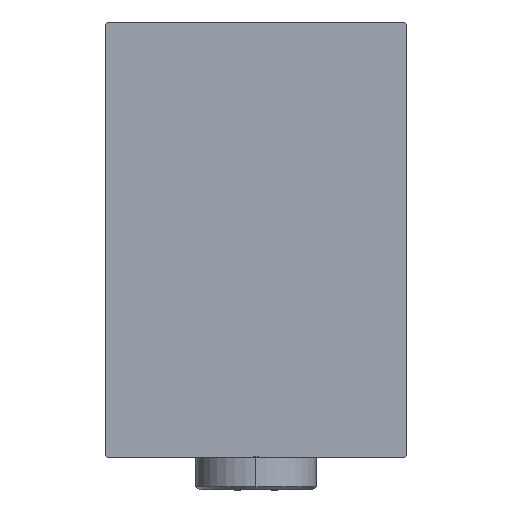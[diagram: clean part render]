
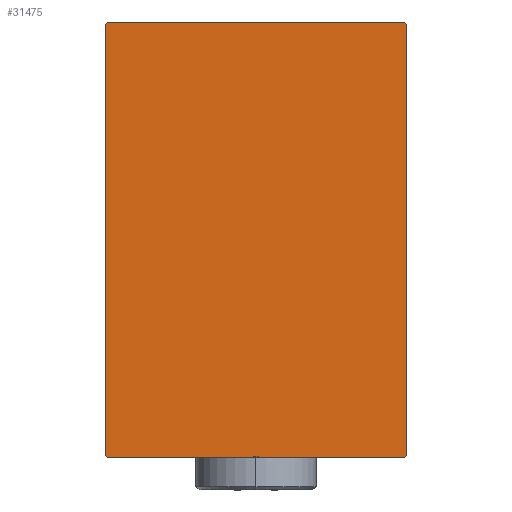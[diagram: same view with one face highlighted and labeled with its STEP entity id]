
A CAD part, left-side view. The second image highlights one B-rep face of the part: STEP entity #31475.
In plain terms, the highlighted face is planar.
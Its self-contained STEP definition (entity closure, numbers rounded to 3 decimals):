
#71 = LINE ( 'NONE', #43977, #10834 ) ;
#2283 = ORIENTED_EDGE ( 'NONE', *, *, #3265, .T. ) ;
#3265 = EDGE_CURVE ( 'NONE', #42973, #10411, #13238, .T. ) ;
#3755 = EDGE_LOOP ( 'NONE', ( #22824, #33392, #43395, #22003, #40062, #44075, #23916, #2283 ) ) ;
#4381 = CARTESIAN_POINT ( 'NONE',  ( 70., 22.5, -32.2 ) ) ;
#5763 = VERTEX_POINT ( 'NONE', #12188 ) ;
#6783 = VERTEX_POINT ( 'NONE', #17626 ) ;
#7713 = VERTEX_POINT ( 'NONE', #34205 ) ;
#7747 = CARTESIAN_POINT ( 'NONE',  ( 70., -22.5, 32.5 ) ) ;
#7891 = DIRECTION ( 'NONE',  ( 0., 0.707, 0.707 ) ) ;
#7894 = CARTESIAN_POINT ( 'NONE',  ( 70., 22.5, -32.5 ) ) ;
#8325 = LINE ( 'NONE', #37293, #33782 ) ;
#9273 = AXIS2_PLACEMENT_3D ( 'NONE', #11296, #36934, #11527 ) ;
#10018 = CARTESIAN_POINT ( 'NONE',  ( 70., -27.35, 27.35 ) ) ;
#10409 = EDGE_CURVE ( 'NONE', #26215, #6783, #8325, .T. ) ;
#10411 = VERTEX_POINT ( 'NONE', #33505 ) ;
#10834 = VECTOR ( 'NONE', #7891, 1000. ) ;
#11296 = CARTESIAN_POINT ( 'NONE',  ( 70., 0., 0. ) ) ;
#11472 = CARTESIAN_POINT ( 'NONE',  ( 70., -22.5, 32.2 ) ) ;
#11527 = DIRECTION ( 'NONE',  ( 0., 0., -1. ) ) ;
#12188 = CARTESIAN_POINT ( 'NONE',  ( 70., 22.5, 32.2 ) ) ;
#12592 = VERTEX_POINT ( 'NONE', #11472 ) ;
#13238 = LINE ( 'NONE', #37455, #39018 ) ;
#15322 = VECTOR ( 'NONE', #40200, 1000. ) ;
#15848 = VECTOR ( 'NONE', #18209, 1000. ) ;
#16489 = CARTESIAN_POINT ( 'NONE',  ( 70., -22.5, -32.5 ) ) ;
#16624 = VERTEX_POINT ( 'NONE', #4381 ) ;
#16836 = DIRECTION ( 'NONE',  ( 0., -0.707, 0.707 ) ) ;
#17626 = CARTESIAN_POINT ( 'NONE',  ( 70., -22.2, 32.5 ) ) ;
#18209 = DIRECTION ( 'NONE',  ( 0., 0., -1. ) ) ;
#18674 = LINE ( 'NONE', #7747, #15848 ) ;
#19743 = EDGE_CURVE ( 'NONE', #12592, #42973, #18674, .T. ) ;
#20148 = CARTESIAN_POINT ( 'NONE',  ( 70., 27.35, 27.35 ) ) ;
#21906 = LINE ( 'NONE', #7894, #15322 ) ;
#22003 = ORIENTED_EDGE ( 'NONE', *, *, #36822, .T. ) ;
#22774 = VECTOR ( 'NONE', #36125, 1000. ) ;
#22824 = ORIENTED_EDGE ( 'NONE', *, *, #38455, .T. ) ;
#23660 = DIRECTION ( 'NONE',  ( 0., 0.707, -0.707 ) ) ;
#23916 = ORIENTED_EDGE ( 'NONE', *, *, #19743, .T. ) ;
#26215 = VERTEX_POINT ( 'NONE', #45032 ) ;
#27088 = CARTESIAN_POINT ( 'NONE',  ( 70., -22.5, -32.2 ) ) ;
#27485 = EDGE_CURVE ( 'NONE', #6783, #12592, #35190, .T. ) ;
#27751 = LINE ( 'NONE', #20148, #44170 ) ;
#29571 = PLANE ( 'NONE',  #9273 ) ;
#30970 = DIRECTION ( 'NONE',  ( 0., 1., 0. ) ) ;
#31475 = ADVANCED_FACE ( 'NONE', ( #36704 ), #29571, .T. ) ;
#33392 = ORIENTED_EDGE ( 'NONE', *, *, #37240, .T. ) ;
#33505 = CARTESIAN_POINT ( 'NONE',  ( 70., -22.2, -32.5 ) ) ;
#33782 = VECTOR ( 'NONE', #43717, 1000. ) ;
#34205 = CARTESIAN_POINT ( 'NONE',  ( 70., 22.2, -32.5 ) ) ;
#34529 = LINE ( 'NONE', #16489, #36435 ) ;
#35190 = LINE ( 'NONE', #10018, #22774 ) ;
#36125 = DIRECTION ( 'NONE',  ( 0., -0.707, -0.707 ) ) ;
#36435 = VECTOR ( 'NONE', #30970, 1000. ) ;
#36704 = FACE_OUTER_BOUND ( 'NONE', #3755, .T. ) ;
#36822 = EDGE_CURVE ( 'NONE', #5763, #26215, #27751, .T. ) ;
#36934 = DIRECTION ( 'NONE',  ( 1., 0., 0. ) ) ;
#37240 = EDGE_CURVE ( 'NONE', #7713, #16624, #71, .T. ) ;
#37293 = CARTESIAN_POINT ( 'NONE',  ( 70., 22.5, 32.5 ) ) ;
#37455 = CARTESIAN_POINT ( 'NONE',  ( 70., -27.35, -27.35 ) ) ;
#38455 = EDGE_CURVE ( 'NONE', #10411, #7713, #34529, .T. ) ;
#39018 = VECTOR ( 'NONE', #23660, 1000. ) ;
#40062 = ORIENTED_EDGE ( 'NONE', *, *, #10409, .T. ) ;
#40200 = DIRECTION ( 'NONE',  ( 0., 0., 1. ) ) ;
#42130 = EDGE_CURVE ( 'NONE', #16624, #5763, #21906, .T. ) ;
#42973 = VERTEX_POINT ( 'NONE', #27088 ) ;
#43395 = ORIENTED_EDGE ( 'NONE', *, *, #42130, .T. ) ;
#43717 = DIRECTION ( 'NONE',  ( 0., -1., 0. ) ) ;
#43977 = CARTESIAN_POINT ( 'NONE',  ( 70., 27.35, -27.35 ) ) ;
#44075 = ORIENTED_EDGE ( 'NONE', *, *, #27485, .T. ) ;
#44170 = VECTOR ( 'NONE', #16836, 1000. ) ;
#45032 = CARTESIAN_POINT ( 'NONE',  ( 70., 22.2, 32.5 ) ) ;
